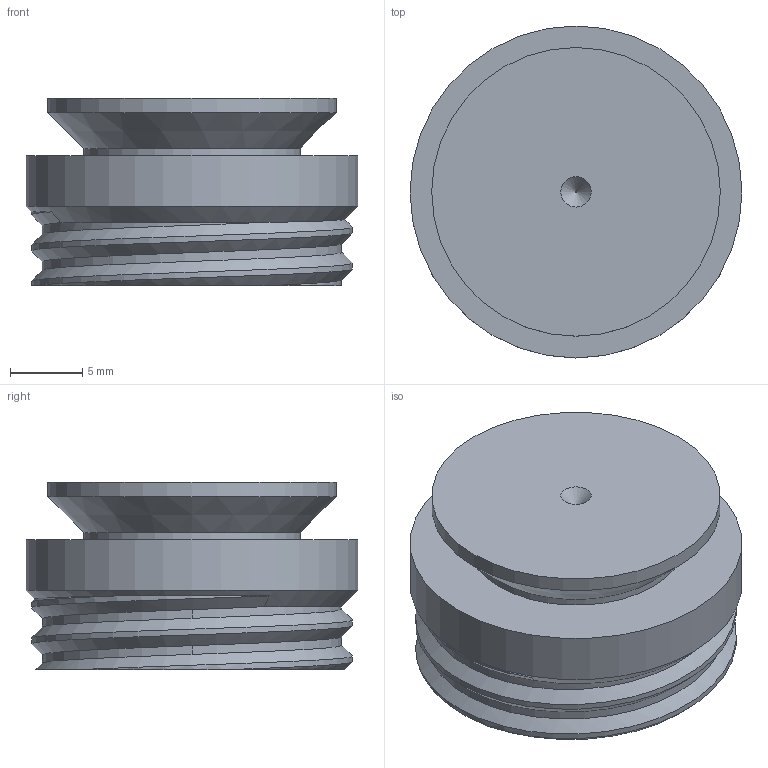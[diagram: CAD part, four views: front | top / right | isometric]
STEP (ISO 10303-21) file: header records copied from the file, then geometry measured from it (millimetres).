
FILE_DESCRIPTION(('HOOPS Exchange Step'),'2;1');
FILE_NAME('temp_export','2024-11-15T21:06:19+01:00',('ddanier'),('Shapr3D Limited'),'HOOPS Exchange 2024.6','Shapr3D','Authorized');
FILE_SCHEMA( ('AP242_MANAGED_MODEL_BASED_3D_ENGINEERING_MIM_LF {1 0 10303 442 1 1 4 }') );
Length unit declared in the file: millimetre
Products named in the file (1): Big, Dot
Bounding box: 23 x 23 x 13 mm (x, y, z)
Volume: 4470.4 mm3; surface area: 1924 mm2
Topology: 1 solids, 1 shells, 18 faces, 43 edges, 29 vertices
Faces by surface type: cylinder 9, plane 4, cone 3, bspline 2
Full cylindrical faces by diameter (mm): 15 x1, 20 x1, 20.745 x1, 22.245 x1, 23 x1
Entity records: 2131 total; most frequent: CARTESIAN_POINT 1707, ORIENTED_EDGE 86, DIRECTION 80, EDGE_CURVE 43, AXIS2_PLACEMENT_3D 35, VERTEX_POINT 29, EDGE_LOOP 20, FACE_BOUND 20
